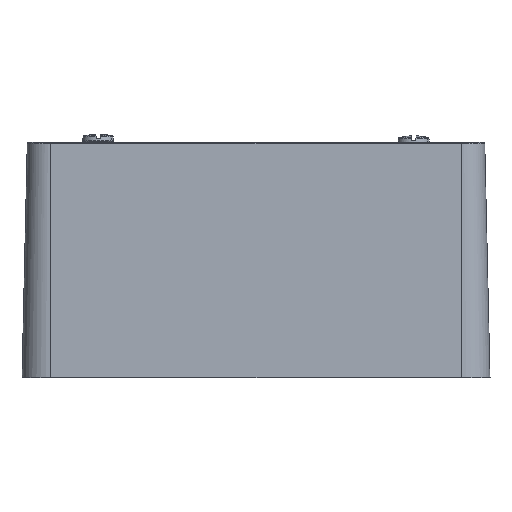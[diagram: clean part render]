
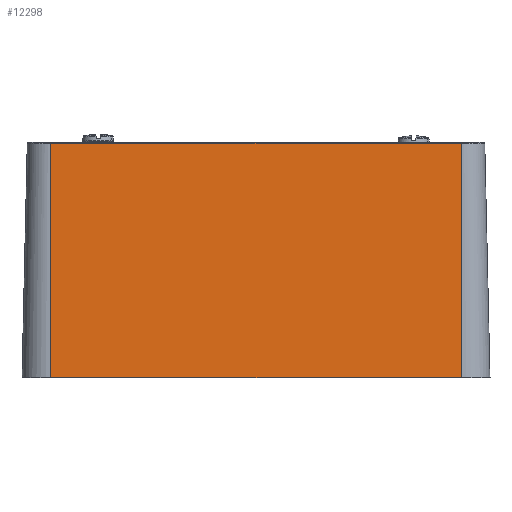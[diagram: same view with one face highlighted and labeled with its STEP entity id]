
A CAD part, left-side view. The second image highlights one B-rep face of the part: STEP entity #12298.
In plain terms, the highlighted free-form (B-spline) face has degree [5, 1] with [6, 2] control points.
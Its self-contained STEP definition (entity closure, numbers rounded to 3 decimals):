
#8409=CARTESIAN_POINT('Vertex',(-80.,-39.,0.)) ;
#8412=CARTESIAN_POINT('Line Origine',(-80.,0.,0.)) ;
#8416=CARTESIAN_POINT('Vertex',(-80.,39.,0.)) ;
#12211=CARTESIAN_POINT('Control Point',(-80.,-39.,0.)) ;
#12212=CARTESIAN_POINT('Control Point',(-79.801,-39.,8.921)) ;
#12213=CARTESIAN_POINT('Control Point',(-79.602,-39.,17.842)) ;
#12214=CARTESIAN_POINT('Control Point',(-79.403,-39.,26.763)) ;
#12215=CARTESIAN_POINT('Control Point',(-79.203,-39.,35.684)) ;
#12216=CARTESIAN_POINT('Control Point',(-79.004,-39.,44.604)) ;
#12217=CARTESIAN_POINT('Vertex',(-79.004,-39.,44.604)) ;
#12262=CARTESIAN_POINT('Control Point',(-80.,39.,0.)) ;
#12263=CARTESIAN_POINT('Control Point',(-79.,39.,44.8)) ;
#12264=CARTESIAN_POINT('Control Point',(-80.,22.637,0.)) ;
#12265=CARTESIAN_POINT('Control Point',(-79.,24.202,44.8)) ;
#12266=CARTESIAN_POINT('Control Point',(-80.,8.339,0.)) ;
#12267=CARTESIAN_POINT('Control Point',(-79.,7.204,44.8)) ;
#12268=CARTESIAN_POINT('Control Point',(-80.,-8.339,0.)) ;
#12269=CARTESIAN_POINT('Control Point',(-79.,-7.204,44.8)) ;
#12270=CARTESIAN_POINT('Control Point',(-80.,-22.637,0.)) ;
#12271=CARTESIAN_POINT('Control Point',(-79.,-24.202,44.8)) ;
#12272=CARTESIAN_POINT('Control Point',(-80.,-39.,0.)) ;
#12273=CARTESIAN_POINT('Control Point',(-79.,-39.,44.8)) ;
#12275=CARTESIAN_POINT('Control Point',(-80.,39.,0.)) ;
#12276=CARTESIAN_POINT('Control Point',(-79.801,39.,8.921)) ;
#12277=CARTESIAN_POINT('Control Point',(-79.602,39.,17.842)) ;
#12278=CARTESIAN_POINT('Control Point',(-79.403,39.,26.763)) ;
#12279=CARTESIAN_POINT('Control Point',(-79.203,39.,35.684)) ;
#12280=CARTESIAN_POINT('Control Point',(-79.004,39.,44.604)) ;
#12281=CARTESIAN_POINT('Vertex',(-79.004,39.,44.604)) ;
#12285=CARTESIAN_POINT('Control Point',(-79.004,39.,44.604)) ;
#12286=CARTESIAN_POINT('Control Point',(-79.004,24.195,44.604)) ;
#12287=CARTESIAN_POINT('Control Point',(-79.004,7.209,44.604)) ;
#12288=CARTESIAN_POINT('Control Point',(-79.004,-7.209,44.604)) ;
#12289=CARTESIAN_POINT('Control Point',(-79.004,-24.195,44.604)) ;
#12290=CARTESIAN_POINT('Control Point',(-79.004,-39.,44.604)) ;
#8413=DIRECTION('Vector Direction',(0.,1.,0.)) ;
#8414=VECTOR('Line Direction',#8413,1.) ;
#12293=ORIENTED_EDGE('',*,*,#12283,.F.) ;
#12294=ORIENTED_EDGE('',*,*,#8418,.F.) ;
#12295=ORIENTED_EDGE('',*,*,#12219,.T.) ;
#12296=ORIENTED_EDGE('',*,*,#12291,.F.) ;
#12298=ADVANCED_FACE('PartBody',(#12297),#12261,.T.) ;
#12210=B_SPLINE_CURVE_WITH_KNOTS('',5,(#12211,#12212,#12213,#12214,#12215,#12216),.UNSPECIFIED.,.F.,.U.,(6,6),(0.,44.616),.UNSPECIFIED.) ;
#12274=B_SPLINE_CURVE_WITH_KNOTS('',5,(#12275,#12276,#12277,#12278,#12279,#12280),.UNSPECIFIED.,.F.,.U.,(6,6),(0.,44.616),.UNSPECIFIED.) ;
#12284=B_SPLINE_CURVE_WITH_KNOTS('',5,(#12285,#12286,#12287,#12288,#12289,#12290),.UNSPECIFIED.,.F.,.U.,(6,6),(0.,78.),.UNSPECIFIED.) ;
#12261=B_SPLINE_SURFACE_WITH_KNOTS('',5,1,((#12262,#12263),(#12264,#12265),(#12266,#12267),(#12268,#12269),(#12270,#12271),(#12272,#12273)),.UNSPECIFIED.,.F.,.F.,.U.,(6,6),(2,2),(0.,78.),(0.,44.811),.UNSPECIFIED.) ;
#8418=EDGE_CURVE('',#8410,#8417,#8415,.T.) ;
#12219=EDGE_CURVE('',#8410,#12218,#12210,.T.) ;
#12283=EDGE_CURVE('',#8417,#12282,#12274,.T.) ;
#12291=EDGE_CURVE('',#12282,#12218,#12284,.T.) ;
#12292=EDGE_LOOP('',(#12293,#12294,#12295,#12296)) ;
#12297=FACE_OUTER_BOUND('',#12292,.T.) ;
#8415=LINE('Line',#8412,#8414) ;
#8410=VERTEX_POINT('',#8409) ;
#8417=VERTEX_POINT('',#8416) ;
#12218=VERTEX_POINT('',#12217) ;
#12282=VERTEX_POINT('',#12281) ;
